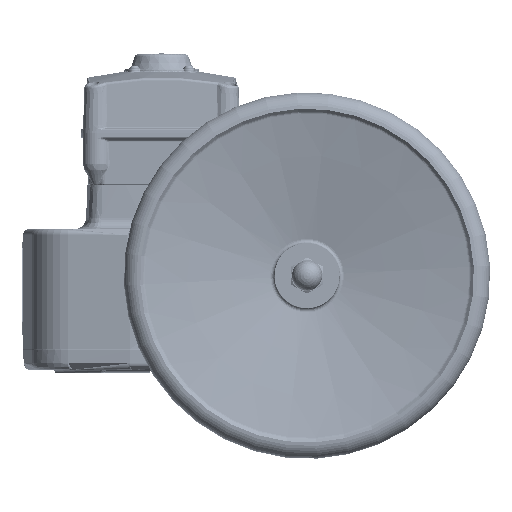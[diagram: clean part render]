
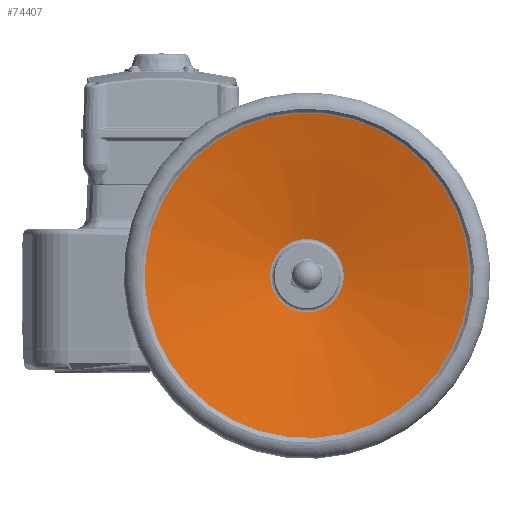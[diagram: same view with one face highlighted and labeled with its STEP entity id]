
A CAD part, front view. The second image highlights one B-rep face of the part: STEP entity #74407.
In plain terms, the highlighted conical face has half-angle 77.957 degrees and reference radius 84.25 mm.
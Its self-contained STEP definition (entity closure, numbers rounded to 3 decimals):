
#169=FACE_BOUND('',#16079,.T.);
#2388=CONICAL_SURFACE('',#79858,84.25,77.957);
#3671=CIRCLE('',#79856,31.626);
#3673=CIRCLE('',#79859,139.632);
#11257=FACE_OUTER_BOUND('',#16078,.T.);
#16078=EDGE_LOOP('',(#51172));
#16079=EDGE_LOOP('',(#51173));
#30372=VERTEX_POINT('',#128247);
#30374=VERTEX_POINT('',#128252);
#38030=EDGE_CURVE('',#30372,#30372,#3671,.T.);
#38032=EDGE_CURVE('',#30374,#30374,#3673,.T.);
#51172=ORIENTED_EDGE('',*,*,#38032,.F.);
#51173=ORIENTED_EDGE('',*,*,#38030,.F.);
#74407=ADVANCED_FACE('',(#11257,#169),#2388,.F.);
#79856=AXIS2_PLACEMENT_3D('',#128248,#91245,#91246);
#79858=AXIS2_PLACEMENT_3D('',#128251,#91249,#91250);
#79859=AXIS2_PLACEMENT_3D('',#128253,#91251,#91252);
#91245=DIRECTION('center_axis',(0.,-1.,0.));
#91246=DIRECTION('ref_axis',(-0.8,0.,0.6));
#91249=DIRECTION('center_axis',(0.,-1.,0.));
#91250=DIRECTION('ref_axis',(0.8,0.,-0.6));
#91251=DIRECTION('center_axis',(0.,1.,0.));
#91252=DIRECTION('ref_axis',(-0.8,0.,0.6));
#128247=CARTESIAN_POINT('',(150.293,-173.474,-96.986));
#128248=CARTESIAN_POINT('Origin',(125.,-173.474,-78.));
#128251=CARTESIAN_POINT('Origin',(125.,-184.7,-78.));
#128252=CARTESIAN_POINT('',(236.671,-196.515,-161.825));
#128253=CARTESIAN_POINT('Origin',(125.,-196.515,-78.));
